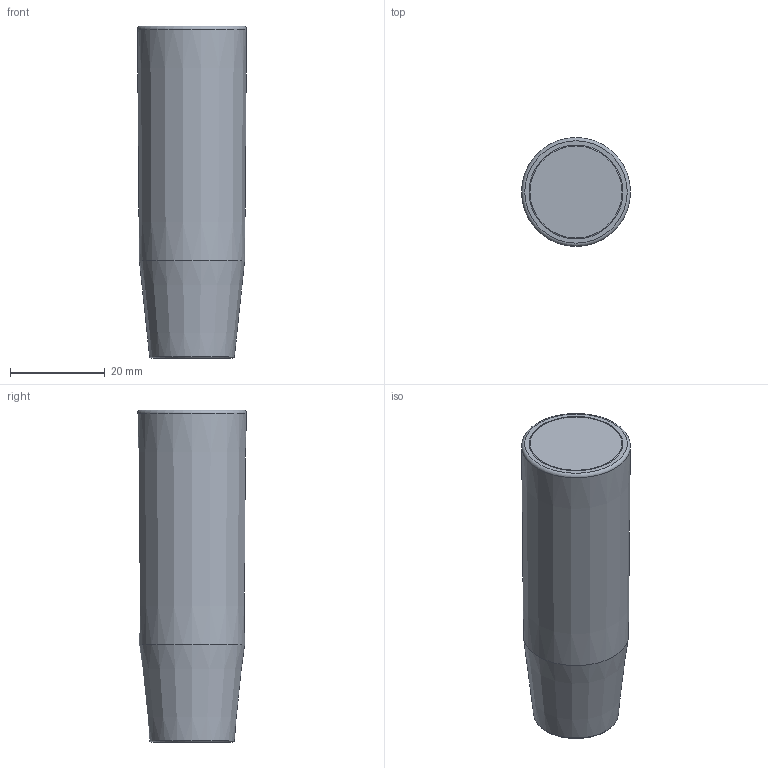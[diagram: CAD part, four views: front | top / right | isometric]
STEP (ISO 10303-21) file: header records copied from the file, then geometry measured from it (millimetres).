
FILE_DESCRIPTION( ( 'Unknown' ), '1' );
FILE_NAME( '6362235_PMA_23_10.stp', 'Unknown', ( 'Unknown' ), ( 'Unknown' ), 'PSStep 15.0.49', 'Unknown', ' ' );
FILE_SCHEMA( ( 'AUTOMOTIVE_DESIGN { 1 0 10303 214 1 1 1 1 }' ) );
Length unit declared in the file: millimetre
Products named in the file (1): 1563
Bounding box: 22.99 x 22.99 x 70 mm (x, y, z)
Volume: 16680.3 mm3; surface area: 8738 mm2
Topology: 1 solids, 2 shells, 21 faces, 37 edges, 24 vertices
Faces by surface type: plane 8, torus 6, cylinder 4, cone 3
Full cylindrical faces by diameter (mm): 10 x1, 15.8 x1, 19.8 x2
Entity records: 590 total; most frequent: DIRECTION 82, CARTESIAN_POINT 61, AXIS2_PLACEMENT_3D 41, EDGE_LOOP 38, ORIENTED_EDGE 38, FACE_OUTER_BOUND 31, STYLED_ITEM 21, PRESENTATION_STYLE_ASSIGNMENT 21
